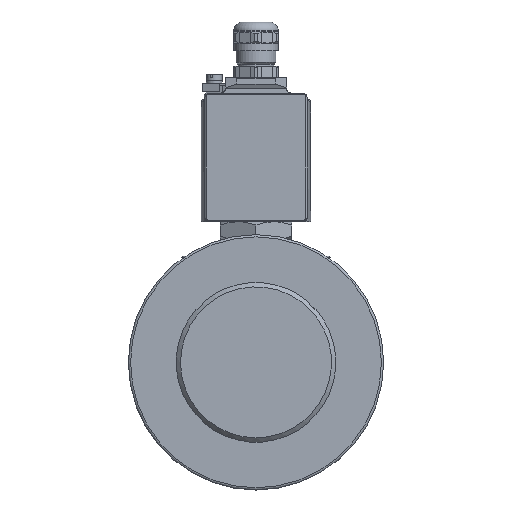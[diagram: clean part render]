
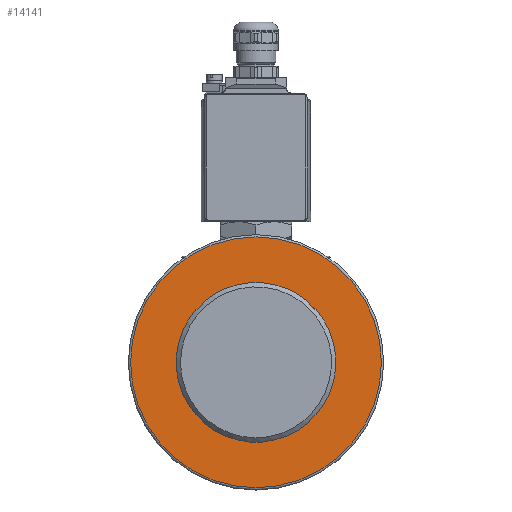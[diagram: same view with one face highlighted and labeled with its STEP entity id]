
A CAD part, front view. The second image highlights one B-rep face of the part: STEP entity #14141.
In plain terms, the highlighted planar face has unit normal (0, -1, 0).
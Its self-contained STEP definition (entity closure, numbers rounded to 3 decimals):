
#1460=FACE_BOUND('',#2752,.T.);
#1807=FACE_OUTER_BOUND('',#2751,.T.);
#2751=EDGE_LOOP('',(#10578));
#2752=EDGE_LOOP('',(#10579,#10580,#10581,#10582,#10583,#10584,#10585,#10586));
#3600=CIRCLE('',#15238,56.5);
#3601=CIRCLE('',#15239,7.);
#3602=CIRCLE('',#15240,36.);
#3603=CIRCLE('',#15241,7.);
#3604=CIRCLE('',#15242,36.);
#3605=CIRCLE('',#15243,7.);
#3606=CIRCLE('',#15244,36.);
#3607=CIRCLE('',#15245,7.);
#3608=CIRCLE('',#15246,36.);
#6172=VERTEX_POINT('',#23980);
#6173=VERTEX_POINT('',#23982);
#6174=VERTEX_POINT('',#23983);
#6175=VERTEX_POINT('',#23985);
#6176=VERTEX_POINT('',#23987);
#6177=VERTEX_POINT('',#23989);
#6178=VERTEX_POINT('',#23991);
#6179=VERTEX_POINT('',#23993);
#6180=VERTEX_POINT('',#23995);
#7798=EDGE_CURVE('',#6172,#6172,#3600,.T.);
#7799=EDGE_CURVE('',#6173,#6174,#3601,.T.);
#7800=EDGE_CURVE('',#6173,#6175,#3602,.T.);
#7801=EDGE_CURVE('',#6176,#6175,#3603,.T.);
#7802=EDGE_CURVE('',#6176,#6177,#3604,.T.);
#7803=EDGE_CURVE('',#6178,#6177,#3605,.T.);
#7804=EDGE_CURVE('',#6178,#6179,#3606,.T.);
#7805=EDGE_CURVE('',#6180,#6179,#3607,.T.);
#7806=EDGE_CURVE('',#6180,#6174,#3608,.T.);
#10578=ORIENTED_EDGE('',*,*,#7798,.F.);
#10579=ORIENTED_EDGE('',*,*,#7799,.F.);
#10580=ORIENTED_EDGE('',*,*,#7800,.T.);
#10581=ORIENTED_EDGE('',*,*,#7801,.F.);
#10582=ORIENTED_EDGE('',*,*,#7802,.T.);
#10583=ORIENTED_EDGE('',*,*,#7803,.F.);
#10584=ORIENTED_EDGE('',*,*,#7804,.T.);
#10585=ORIENTED_EDGE('',*,*,#7805,.F.);
#10586=ORIENTED_EDGE('',*,*,#7806,.T.);
#13630=PLANE('',#15237);
#14141=ADVANCED_FACE('',(#1807,#1460),#13630,.T.);
#15237=AXIS2_PLACEMENT_3D('',#23979,#17155,#17156);
#15238=AXIS2_PLACEMENT_3D('',#23981,#17157,#17158);
#15239=AXIS2_PLACEMENT_3D('',#23984,#17159,#17160);
#15240=AXIS2_PLACEMENT_3D('',#23986,#17161,#17162);
#15241=AXIS2_PLACEMENT_3D('',#23988,#17163,#17164);
#15242=AXIS2_PLACEMENT_3D('',#23990,#17165,#17166);
#15243=AXIS2_PLACEMENT_3D('',#23992,#17167,#17168);
#15244=AXIS2_PLACEMENT_3D('',#23994,#17169,#17170);
#15245=AXIS2_PLACEMENT_3D('',#23996,#17171,#17172);
#15246=AXIS2_PLACEMENT_3D('',#23997,#17173,#17174);
#17155=DIRECTION('center_axis',(0.,-1.,0.));
#17156=DIRECTION('ref_axis',(0.,0.,-1.));
#17157=DIRECTION('center_axis',(0.,1.,0.));
#17158=DIRECTION('ref_axis',(0.,0.,-1.));
#17159=DIRECTION('center_axis',(0.,1.,0.));
#17160=DIRECTION('ref_axis',(1.,0.,0.));
#17161=DIRECTION('center_axis',(0.,1.,0.));
#17162=DIRECTION('ref_axis',(0.,0.,1.));
#17163=DIRECTION('center_axis',(0.,1.,0.));
#17164=DIRECTION('ref_axis',(1.,0.,0.));
#17165=DIRECTION('center_axis',(0.,1.,0.));
#17166=DIRECTION('ref_axis',(0.,0.,1.));
#17167=DIRECTION('center_axis',(0.,1.,0.));
#17168=DIRECTION('ref_axis',(1.,0.,0.));
#17169=DIRECTION('center_axis',(0.,1.,0.));
#17170=DIRECTION('ref_axis',(0.,0.,1.));
#17171=DIRECTION('center_axis',(0.,1.,0.));
#17172=DIRECTION('ref_axis',(1.,0.,0.));
#17173=DIRECTION('center_axis',(0.,1.,0.));
#17174=DIRECTION('ref_axis',(0.,0.,1.));
#23979=CARTESIAN_POINT('Origin',(0.,-78.,46.75));
#23980=CARTESIAN_POINT('',(0.,-78.,56.5));
#23981=CARTESIAN_POINT('Origin',(0.,-78.,0.));
#23982=CARTESIAN_POINT('',(23.71,-78.,-27.09));
#23983=CARTESIAN_POINT('',(27.09,-78.,-23.71));
#23984=CARTESIAN_POINT('Origin',(30.052,-78.,-30.052));
#23985=CARTESIAN_POINT('',(-23.71,-78.,-27.09));
#23986=CARTESIAN_POINT('Origin',(0.,-78.,0.));
#23987=CARTESIAN_POINT('',(-27.09,-78.,-23.71));
#23988=CARTESIAN_POINT('Origin',(-30.052,-78.,-30.052));
#23989=CARTESIAN_POINT('',(-27.09,-78.,23.71));
#23990=CARTESIAN_POINT('Origin',(0.,-78.,0.));
#23991=CARTESIAN_POINT('',(-23.71,-78.,27.09));
#23992=CARTESIAN_POINT('Origin',(-30.052,-78.,30.052));
#23993=CARTESIAN_POINT('',(23.71,-78.,27.09));
#23994=CARTESIAN_POINT('Origin',(0.,-78.,0.));
#23995=CARTESIAN_POINT('',(27.09,-78.,23.71));
#23996=CARTESIAN_POINT('Origin',(30.052,-78.,30.052));
#23997=CARTESIAN_POINT('Origin',(0.,-78.,0.));
